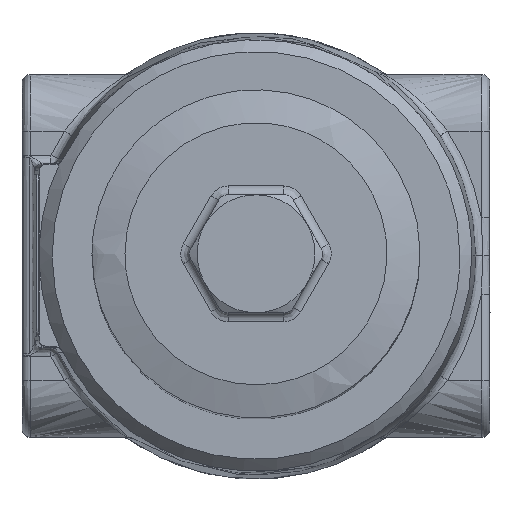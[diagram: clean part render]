
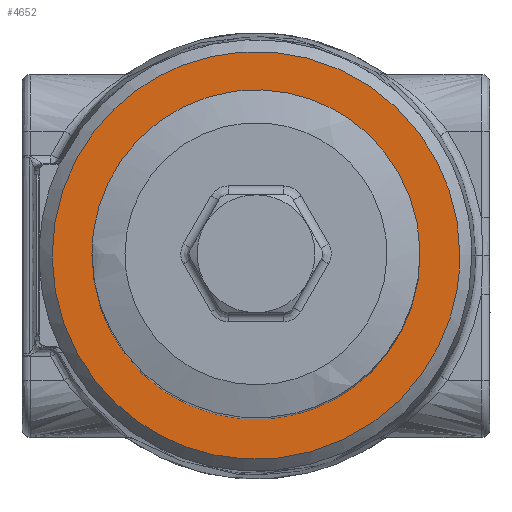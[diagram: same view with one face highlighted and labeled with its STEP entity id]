
A CAD part, top view. The second image highlights one B-rep face of the part: STEP entity #4652.
In plain terms, the highlighted free-form (B-spline) face has degree [1, 1] with [2, 2] control points.
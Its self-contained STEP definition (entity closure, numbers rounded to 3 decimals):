
#4594=CARTESIAN_POINT('V1',(-45.133,-3.957,
   66.0));
#4595=VERTEX_POINT('V1',#4594);
#4596=CARTESIAN_POINT('E1',(-45.133,-3.957,
   66.0));
#4597=CARTESIAN_POINT('E1',(-45.133,-68.909,
   66.0));
#4598=CARTESIAN_POINT('E1',(11.117,-36.433,
   66.0));
#4599=CARTESIAN_POINT('E1',(67.367,-3.957,
   66.0));
#4600=CARTESIAN_POINT('E1',(11.117,28.519,
   66.0));
#4601=CARTESIAN_POINT('E1',(-45.133,60.995,
   66.0));
#4602=CARTESIAN_POINT('E1',(-45.133,-3.957,
   66.0));
#4610=(BOUNDED_CURVE()B_SPLINE_CURVE(2,(#4596,#4597,#4598,#4599,
   #4600,#4601,#4602),.CIRCULAR_ARC.,.T.,.U.)
   B_SPLINE_CURVE_WITH_KNOTS((3,2,2,3),(0.0,0.333,
   0.667,1.0),.UNSPECIFIED.)CURVE()
   GEOMETRIC_REPRESENTATION_ITEM()RATIONAL_B_SPLINE_CURVE((1.0,
   0.5,1.0,0.5,1.0,0.5,1.0)
   )REPRESENTATION_ITEM('E1'));
#4611=EDGE_CURVE('E1',#4595,#4595,#4610,.T.);
#4623=CARTESIAN_POINT('F2',(-58.908,47.318,
   66.0));
#4624=CARTESIAN_POINT('F2',(43.642,47.318,
   66.0));
#4625=CARTESIAN_POINT('F2',(-58.908,-55.232,
   66.0));
#4626=CARTESIAN_POINT('F2',(43.642,-55.232,
   66.0));
#4627=QUASI_UNIFORM_SURFACE('F2',1,1,((#4623,#4625),(#4624,#4626)),
   .PLANE_SURF.,.F.,.F.,.U.);
#4628=CARTESIAN_POINT('V3',(38.98,-3.957,
   66.0));
#4629=VERTEX_POINT('V3',#4628);
#4630=CARTESIAN_POINT('E4',(38.98,-3.957,
   66.0));
#4631=CARTESIAN_POINT('E4',(38.98,76.78,
   66.0));
#4632=CARTESIAN_POINT('E4',(-30.94,36.411,
   66.0));
#4633=CARTESIAN_POINT('E4',(-100.86,-3.957,
   66.0));
#4634=CARTESIAN_POINT('E4',(-30.94,-44.325,
   66.0));
#4635=CARTESIAN_POINT('E4',(38.98,-84.694,
   66.0));
#4636=CARTESIAN_POINT('E4',(38.98,-3.957,
   66.0));
#4644=(BOUNDED_CURVE()B_SPLINE_CURVE(2,(#4630,#4631,#4632,#4633,
   #4634,#4635,#4636),.CIRCULAR_ARC.,.T.,.U.)
   B_SPLINE_CURVE_WITH_KNOTS((3,2,2,3),(0.0,39.284,
   78.569,117.853),.UNSPECIFIED.)CURVE()
   GEOMETRIC_REPRESENTATION_ITEM()RATIONAL_B_SPLINE_CURVE((1.0,
   0.5,1.0,0.5,1.0,0.5,1.0)
   )REPRESENTATION_ITEM('E4'));
#4645=EDGE_CURVE('E4',#4629,#4629,#4644,.T.);
#4646=ORIENTED_EDGE('E4',*,*,#4645,.T.);
#4647=EDGE_LOOP('F2',(#4646));
#4648=FACE_OUTER_BOUND('F2',#4647,.T.);
#4649=ORIENTED_EDGE('E1',*,*,#4611,.F.);
#4650=EDGE_LOOP('F2',(#4649));
#4651=FACE_BOUND('F2',#4650,.T.);
#4652=ADVANCED_FACE('F2',(#4648,#4651),#4627,.F.);
